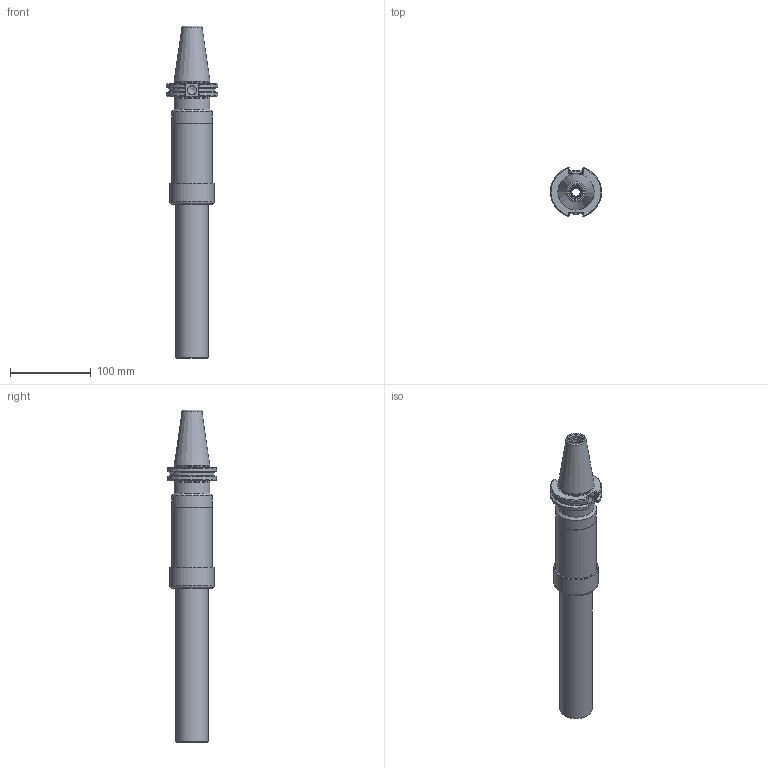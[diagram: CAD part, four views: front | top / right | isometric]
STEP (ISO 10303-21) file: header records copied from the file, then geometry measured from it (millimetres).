
FILE_DESCRIPTION(/* description */ (''),/* implementation_level */ '2;1');
FILE_NAME(/* name */ '884316141.stp',/* time_stamp */ '2021-07-27T14:37:52',/* author */ ('LRA'),/* organization */ ('REGO-FIX'),/* preprocessor_version */ ' Unknown',/* originating_system */ 'SIEMENS PLM Software Solid Edge ST10',/* authorization */ 'Unknown');
FILE_SCHEMA (('AUTOMOTIVE_DESIGN { 1 0 10303 214 2 1 1}'));
Length unit declared in the file: millimetre
Products named in the file (1): NOCUT
Bounding box: 63.28 x 60.79 x 411.05 mm (x, y, z)
Volume: 539372.4 mm3; surface area: 91307 mm2
Topology: 1 solids, 3 shells, 133 faces, 325 edges, 205 vertices
Faces by surface type: plane 40, cone 35, cylinder 31, torus 19, bspline 8
Full cylindrical faces by diameter (mm): 10.1 x1, 10.106 x1, 10.7 x1, 12.5 x1, 13.53 x1, 16.5 x1, 23.5 x1, 30.5 x1, 31.6 x1, 33 x1, 40.3 x1, 42 x1, 44.45 x1, 45.3 x1, 48.376 x2, 50 x1, 50.05 x1, 50.5 x1, 51.3 x1, 54.8 x1
Entity records: 4539 total; most frequent: CARTESIAN_POINT 801, DIRECTION 583, ORIENTED_EDGE 492, AXIS2_PLACEMENT_3D 257, EDGE_CURVE 246, FACE_BOUND 210, EDGE_LOOP 209, VERTEX_POINT 190
